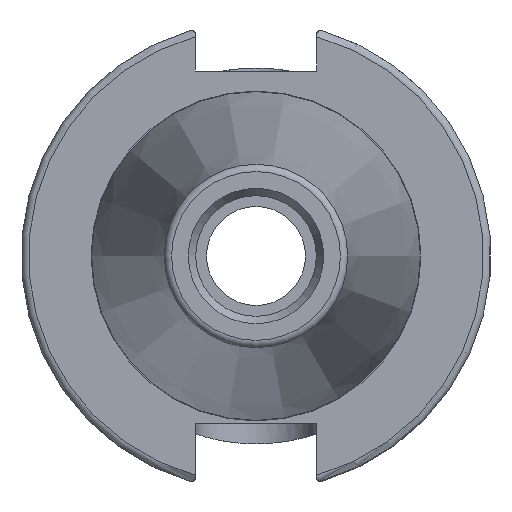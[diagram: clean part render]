
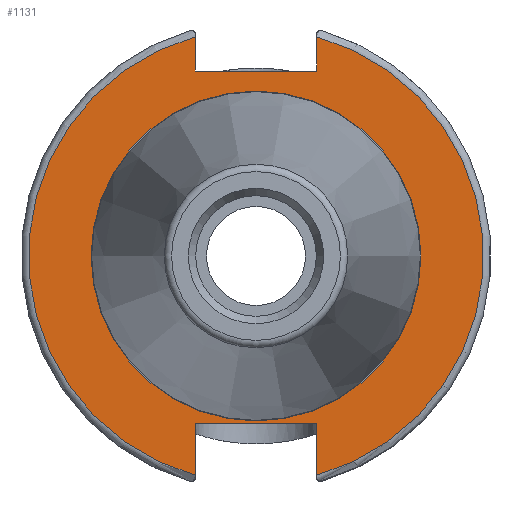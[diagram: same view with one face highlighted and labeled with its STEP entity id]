
A CAD part, left-side view. The second image highlights one B-rep face of the part: STEP entity #1131.
In plain terms, the highlighted planar face has unit normal (-1, 0, 0).
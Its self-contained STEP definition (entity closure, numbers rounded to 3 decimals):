
#82=LINE('',#1910,#154);
#89=LINE('',#1928,#161);
#90=LINE('',#1932,#162);
#91=LINE('',#1933,#163);
#92=LINE('',#1935,#164);
#93=LINE('',#1937,#165);
#94=LINE('',#1941,#166);
#95=LINE('',#1942,#167);
#154=VECTOR('',#1411,10.);
#161=VECTOR('',#1428,10.);
#162=VECTOR('',#1431,10.);
#163=VECTOR('',#1432,10.);
#164=VECTOR('',#1433,10.);
#165=VECTOR('',#1434,10.);
#166=VECTOR('',#1437,10.);
#167=VECTOR('',#1438,10.);
#234=FACE_BOUND('',#354,.T.);
#243=PLANE('',#1241);
#283=FACE_OUTER_BOUND('',#353,.T.);
#353=EDGE_LOOP('',(#846,#847,#848,#849,#850,#851,#852,#853,#854,#855));
#354=EDGE_LOOP('',(#856));
#431=CIRCLE('',#1242,30.75);
#432=CIRCLE('',#1243,30.75);
#433=CIRCLE('',#1244,22.3);
#501=VERTEX_POINT('',#1906);
#503=VERTEX_POINT('',#1909);
#508=VERTEX_POINT('',#1926);
#509=VERTEX_POINT('',#1927);
#510=VERTEX_POINT('',#1929);
#511=VERTEX_POINT('',#1931);
#512=VERTEX_POINT('',#1934);
#513=VERTEX_POINT('',#1936);
#514=VERTEX_POINT('',#1938);
#515=VERTEX_POINT('',#1940);
#516=VERTEX_POINT('',#1943);
#629=EDGE_CURVE('',#503,#501,#82,.T.);
#638=EDGE_CURVE('',#508,#509,#89,.T.);
#639=EDGE_CURVE('',#510,#509,#431,.T.);
#640=EDGE_CURVE('',#510,#511,#90,.T.);
#641=EDGE_CURVE('',#511,#503,#91,.T.);
#642=EDGE_CURVE('',#512,#501,#92,.T.);
#643=EDGE_CURVE('',#512,#513,#93,.T.);
#644=EDGE_CURVE('',#514,#513,#432,.T.);
#645=EDGE_CURVE('',#514,#515,#94,.T.);
#646=EDGE_CURVE('',#515,#508,#95,.T.);
#647=EDGE_CURVE('',#516,#516,#433,.T.);
#846=ORIENTED_EDGE('',*,*,#638,.T.);
#847=ORIENTED_EDGE('',*,*,#639,.F.);
#848=ORIENTED_EDGE('',*,*,#640,.T.);
#849=ORIENTED_EDGE('',*,*,#641,.T.);
#850=ORIENTED_EDGE('',*,*,#629,.T.);
#851=ORIENTED_EDGE('',*,*,#642,.F.);
#852=ORIENTED_EDGE('',*,*,#643,.T.);
#853=ORIENTED_EDGE('',*,*,#644,.F.);
#854=ORIENTED_EDGE('',*,*,#645,.T.);
#855=ORIENTED_EDGE('',*,*,#646,.T.);
#856=ORIENTED_EDGE('',*,*,#647,.F.);
#1131=ADVANCED_FACE('',(#283,#234),#243,.T.);
#1241=AXIS2_PLACEMENT_3D('',#1925,#1426,#1427);
#1242=AXIS2_PLACEMENT_3D('',#1930,#1429,#1430);
#1243=AXIS2_PLACEMENT_3D('',#1939,#1435,#1436);
#1244=AXIS2_PLACEMENT_3D('',#1944,#1439,#1440);
#1411=DIRECTION('',(0.,0.,1.));
#1426=DIRECTION('center_axis',(-1.,0.,0.));
#1427=DIRECTION('ref_axis',(0.,0.,1.));
#1428=DIRECTION('',(0.,0.,-1.));
#1429=DIRECTION('center_axis',(1.,0.,0.));
#1430=DIRECTION('ref_axis',(0.,-1.,0.));
#1431=DIRECTION('',(0.,0.,-1.));
#1432=DIRECTION('',(0.,1.,0.));
#1433=DIRECTION('',(0.,-0.707,-0.707));
#1434=DIRECTION('',(0.,0.,1.));
#1435=DIRECTION('center_axis',(1.,0.,0.));
#1436=DIRECTION('ref_axis',(0.,1.,0.));
#1437=DIRECTION('',(0.,0.,1.));
#1438=DIRECTION('',(0.,-1.,0.));
#1439=DIRECTION('center_axis',(-1.,0.,0.));
#1440=DIRECTION('ref_axis',(0.,-1.,0.));
#1906=CARTESIAN_POINT('',(3.175,8.187,25.497));
#1909=CARTESIAN_POINT('',(3.175,8.187,25.));
#1910=CARTESIAN_POINT('',(3.175,8.187,12.5));
#1925=CARTESIAN_POINT('Origin',(3.175,31.75,0.));
#1926=CARTESIAN_POINT('',(3.175,-8.19,-22.6));
#1927=CARTESIAN_POINT('',(3.175,-8.19,-29.639));
#1928=CARTESIAN_POINT('',(3.175,-8.19,-11.3));
#1929=CARTESIAN_POINT('',(3.175,-8.19,29.639));
#1930=CARTESIAN_POINT('Origin',(3.175,0.,0.));
#1931=CARTESIAN_POINT('',(3.175,-8.19,25.));
#1932=CARTESIAN_POINT('',(3.175,-8.19,12.5));
#1933=CARTESIAN_POINT('',(3.175,15.874,25.));
#1934=CARTESIAN_POINT('',(3.175,8.19,25.5));
#1935=CARTESIAN_POINT('',(3.175,7.58,24.89));
#1936=CARTESIAN_POINT('',(3.175,8.19,29.639));
#1937=CARTESIAN_POINT('',(3.175,8.19,12.5));
#1938=CARTESIAN_POINT('',(3.175,8.19,-29.639));
#1939=CARTESIAN_POINT('Origin',(3.175,0.,0.));
#1940=CARTESIAN_POINT('',(3.175,8.19,-22.6));
#1941=CARTESIAN_POINT('',(3.175,8.19,-11.3));
#1942=CARTESIAN_POINT('',(3.175,15.875,-22.6));
#1943=CARTESIAN_POINT('',(3.175,0.,22.3));
#1944=CARTESIAN_POINT('Origin',(3.175,0.,0.));
